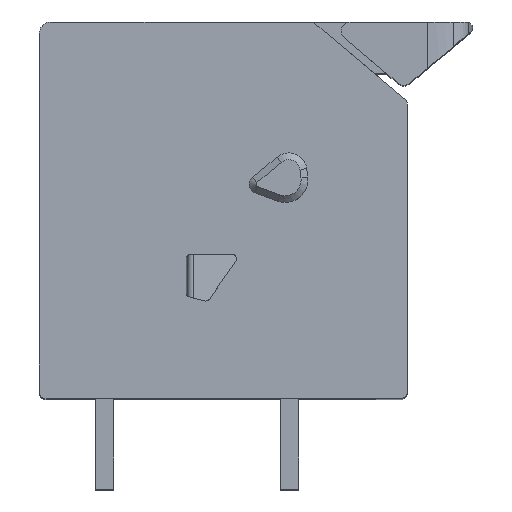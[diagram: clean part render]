
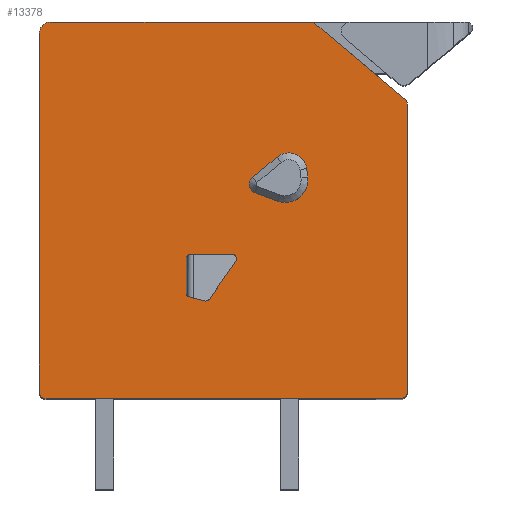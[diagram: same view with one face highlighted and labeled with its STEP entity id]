
A CAD part, top view. The second image highlights one B-rep face of the part: STEP entity #13378.
In plain terms, the highlighted planar face has unit normal (0, 0, 1).
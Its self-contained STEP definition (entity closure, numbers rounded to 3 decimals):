
#178=CIRCLE('',#14052,0.2);
#179=CIRCLE('',#14056,0.2);
#181=CIRCLE('',#14060,0.3);
#182=CIRCLE('',#14061,0.3);
#183=CIRCLE('',#14062,0.3);
#184=CIRCLE('',#14063,0.5);
#185=CIRCLE('',#14064,0.3);
#186=CIRCLE('',#14065,0.2);
#187=CIRCLE('',#14066,0.2);
#188=CIRCLE('',#14067,0.4);
#189=CIRCLE('',#14068,0.8);
#190=CIRCLE('',#14069,1.);
#815=LINE('',#18332,#1811);
#928=LINE('',#18695,#1924);
#932=LINE('',#18707,#1928);
#936=LINE('',#18719,#1932);
#938=LINE('',#18725,#1934);
#939=LINE('',#18731,#1935);
#940=LINE('',#18735,#1936);
#941=LINE('',#18739,#1937);
#942=LINE('',#18742,#1938);
#943=LINE('',#18750,#1939);
#944=LINE('',#18754,#1940);
#945=LINE('',#18758,#1941);
#1811=VECTOR('',#15219,1000.);
#1924=VECTOR('',#15400,1000.);
#1928=VECTOR('',#15412,1000.);
#1932=VECTOR('',#15424,1000.);
#1934=VECTOR('',#15430,1000.);
#1935=VECTOR('',#15435,1000.);
#1936=VECTOR('',#15438,1000.);
#1937=VECTOR('',#15441,1000.);
#1938=VECTOR('',#15444,1000.);
#1939=VECTOR('',#15451,1000.);
#1940=VECTOR('',#15454,1000.);
#1941=VECTOR('',#15457,1000.);
#3130=ORIENTED_EDGE('',*,*,#6050,.T.);
#3131=ORIENTED_EDGE('',*,*,#6051,.T.);
#3132=ORIENTED_EDGE('',*,*,#5879,.T.);
#3133=ORIENTED_EDGE('',*,*,#6052,.T.);
#3134=ORIENTED_EDGE('',*,*,#6053,.T.);
#3135=ORIENTED_EDGE('',*,*,#6054,.T.);
#3136=ORIENTED_EDGE('',*,*,#6055,.T.);
#3137=ORIENTED_EDGE('',*,*,#6056,.T.);
#3138=ORIENTED_EDGE('',*,*,#6057,.T.);
#3139=ORIENTED_EDGE('',*,*,#6058,.T.);
#3140=ORIENTED_EDGE('',*,*,#6059,.F.);
#3141=ORIENTED_EDGE('',*,*,#6060,.F.);
#3142=ORIENTED_EDGE('',*,*,#6047,.F.);
#3143=ORIENTED_EDGE('',*,*,#6044,.F.);
#3144=ORIENTED_EDGE('',*,*,#6041,.F.);
#3145=ORIENTED_EDGE('',*,*,#6038,.F.);
#3146=ORIENTED_EDGE('',*,*,#6035,.F.);
#3147=ORIENTED_EDGE('',*,*,#6061,.F.);
#3148=ORIENTED_EDGE('',*,*,#6062,.F.);
#3149=ORIENTED_EDGE('',*,*,#6063,.F.);
#3150=ORIENTED_EDGE('',*,*,#6064,.F.);
#3151=ORIENTED_EDGE('',*,*,#6065,.F.);
#3152=ORIENTED_EDGE('',*,*,#6066,.F.);
#3153=ORIENTED_EDGE('',*,*,#6067,.F.);
#5879=EDGE_CURVE('',#7323,#7326,#815,.T.);
#6035=EDGE_CURVE('',#7482,#7483,#928,.T.);
#6038=EDGE_CURVE('',#7483,#7485,#178,.T.);
#6041=EDGE_CURVE('',#7485,#7487,#932,.T.);
#6044=EDGE_CURVE('',#7487,#7489,#179,.T.);
#6047=EDGE_CURVE('',#7489,#7491,#936,.T.);
#6050=EDGE_CURVE('',#7493,#7494,#938,.T.);
#6051=EDGE_CURVE('',#7494,#7323,#181,.T.);
#6052=EDGE_CURVE('',#7326,#7495,#182,.T.);
#6053=EDGE_CURVE('',#7495,#7496,#939,.T.);
#6054=EDGE_CURVE('',#7496,#7497,#183,.T.);
#6055=EDGE_CURVE('',#7497,#7498,#940,.T.);
#6056=EDGE_CURVE('',#7498,#7499,#184,.T.);
#6057=EDGE_CURVE('',#7499,#7500,#941,.T.);
#6058=EDGE_CURVE('',#7500,#7493,#185,.T.);
#6059=EDGE_CURVE('',#7501,#7502,#942,.T.);
#6060=EDGE_CURVE('',#7491,#7501,#186,.T.);
#6061=EDGE_CURVE('',#7502,#7482,#187,.T.);
#6062=EDGE_CURVE('',#7503,#7504,#188,.T.);
#6063=EDGE_CURVE('',#7505,#7503,#943,.T.);
#6064=EDGE_CURVE('',#7506,#7505,#189,.T.);
#6065=EDGE_CURVE('',#7507,#7506,#944,.T.);
#6066=EDGE_CURVE('',#7508,#7507,#190,.T.);
#6067=EDGE_CURVE('',#7504,#7508,#945,.T.);
#7323=VERTEX_POINT('',#18326);
#7326=VERTEX_POINT('',#18331);
#7482=VERTEX_POINT('',#18694);
#7483=VERTEX_POINT('',#18696);
#7485=VERTEX_POINT('',#18702);
#7487=VERTEX_POINT('',#18708);
#7489=VERTEX_POINT('',#18714);
#7491=VERTEX_POINT('',#18720);
#7493=VERTEX_POINT('',#18726);
#7494=VERTEX_POINT('',#18727);
#7495=VERTEX_POINT('',#18730);
#7496=VERTEX_POINT('',#18732);
#7497=VERTEX_POINT('',#18734);
#7498=VERTEX_POINT('',#18736);
#7499=VERTEX_POINT('',#18738);
#7500=VERTEX_POINT('',#18740);
#7501=VERTEX_POINT('',#18743);
#7502=VERTEX_POINT('',#18744);
#7503=VERTEX_POINT('',#18748);
#7504=VERTEX_POINT('',#18749);
#7505=VERTEX_POINT('',#18751);
#7506=VERTEX_POINT('',#18753);
#7507=VERTEX_POINT('',#18755);
#7508=VERTEX_POINT('',#18757);
#8137=EDGE_LOOP('',(#3130,#3131,#3132,#3133,#3134,#3135,#3136,#3137,#3138,
#3139));
#8138=EDGE_LOOP('',(#3140,#3141,#3142,#3143,#3144,#3145,#3146,#3147));
#8139=EDGE_LOOP('',(#3148,#3149,#3150,#3151,#3152,#3153));
#8699=FACE_BOUND('',#8137,.T.);
#8700=FACE_BOUND('',#8138,.T.);
#8701=FACE_BOUND('',#8139,.T.);
#9239=PLANE('',#14059);
#13378=ADVANCED_FACE('',(#8699,#8700,#8701),#9239,.T.);
#14052=AXIS2_PLACEMENT_3D('',#18701,#15406,#15407);
#14056=AXIS2_PLACEMENT_3D('',#18713,#15418,#15419);
#14059=AXIS2_PLACEMENT_3D('',#18724,#15428,#15429);
#14060=AXIS2_PLACEMENT_3D('',#18728,#15431,#15432);
#14061=AXIS2_PLACEMENT_3D('',#18729,#15433,#15434);
#14062=AXIS2_PLACEMENT_3D('',#18733,#15436,#15437);
#14063=AXIS2_PLACEMENT_3D('',#18737,#15439,#15440);
#14064=AXIS2_PLACEMENT_3D('',#18741,#15442,#15443);
#14065=AXIS2_PLACEMENT_3D('',#18745,#15445,#15446);
#14066=AXIS2_PLACEMENT_3D('',#18746,#15447,#15448);
#14067=AXIS2_PLACEMENT_3D('',#18747,#15449,#15450);
#14068=AXIS2_PLACEMENT_3D('',#18752,#15452,#15453);
#14069=AXIS2_PLACEMENT_3D('',#18756,#15455,#15456);
#15219=DIRECTION('',(0.,1.,0.));
#15400=DIRECTION('',(0.966,-0.259,0.));
#15406=DIRECTION('',(0.,0.,1.));
#15407=DIRECTION('',(1.,0.,0.));
#15412=DIRECTION('',(0.574,0.819,0.));
#15418=DIRECTION('',(0.,0.,1.));
#15419=DIRECTION('',(1.,0.,0.));
#15424=DIRECTION('',(-1.,0.,0.));
#15428=DIRECTION('',(0.,0.,1.));
#15429=DIRECTION('',(1.,0.,0.));
#15430=DIRECTION('',(1.,0.,0.));
#15431=DIRECTION('',(0.,0.,1.));
#15432=DIRECTION('',(1.,0.,0.));
#15433=DIRECTION('',(0.,0.,1.));
#15434=DIRECTION('',(1.,0.,0.));
#15435=DIRECTION('',(-0.766,0.643,0.));
#15436=DIRECTION('',(0.,0.,1.));
#15437=DIRECTION('',(1.,0.,0.));
#15438=DIRECTION('',(-1.,0.,0.));
#15439=DIRECTION('',(0.,0.,1.));
#15440=DIRECTION('',(1.,0.,0.));
#15441=DIRECTION('',(0.,-1.,0.));
#15442=DIRECTION('',(0.,0.,1.));
#15443=DIRECTION('',(1.,0.,0.));
#15444=DIRECTION('',(0.,-1.,0.));
#15445=DIRECTION('',(0.,0.,1.));
#15446=DIRECTION('',(1.,0.,0.));
#15447=DIRECTION('',(0.,0.,1.));
#15448=DIRECTION('',(1.,0.,0.));
#15449=DIRECTION('',(0.,0.,1.));
#15450=DIRECTION('',(1.,0.,0.));
#15451=DIRECTION('',(-0.77,-0.638,0.));
#15452=DIRECTION('',(0.,0.,1.));
#15453=DIRECTION('',(1.,0.,0.));
#15454=DIRECTION('',(-0.128,0.992,0.));
#15455=DIRECTION('',(0.,0.,1.));
#15456=DIRECTION('',(1.,0.,0.));
#15457=DIRECTION('',(0.939,-0.343,0.));
#18326=CARTESIAN_POINT('',(5.2,0.3,25.));
#18331=CARTESIAN_POINT('',(5.2,13.06,25.));
#18332=CARTESIAN_POINT('',(5.2,0.3,25.));
#18694=CARTESIAN_POINT('',(-4.452,4.515,25.));
#18695=CARTESIAN_POINT('',(-4.452,4.515,25.));
#18696=CARTESIAN_POINT('',(-3.785,4.336,25.));
#18701=CARTESIAN_POINT('',(-3.734,4.529,25.));
#18702=CARTESIAN_POINT('',(-3.57,4.415,25.));
#18707=CARTESIAN_POINT('',(-3.57,4.415,25.));
#18708=CARTESIAN_POINT('',(-2.4,6.085,25.));
#18713=CARTESIAN_POINT('',(-2.564,6.2,25.));
#18714=CARTESIAN_POINT('',(-2.564,6.4,25.));
#18719=CARTESIAN_POINT('',(-2.564,6.4,25.));
#18720=CARTESIAN_POINT('',(-4.4,6.4,25.));
#18724=CARTESIAN_POINT('',(-10.6,16.2,25.));
#18725=CARTESIAN_POINT('',(-10.8,0.,25.));
#18726=CARTESIAN_POINT('',(-10.8,0.,25.));
#18727=CARTESIAN_POINT('',(4.9,0.,25.));
#18728=CARTESIAN_POINT('',(4.9,0.3,25.));
#18729=CARTESIAN_POINT('',(4.9,13.06,25.));
#18730=CARTESIAN_POINT('',(5.093,13.29,25.));
#18731=CARTESIAN_POINT('',(5.093,13.29,25.));
#18732=CARTESIAN_POINT('',(1.113,16.63,25.));
#18733=CARTESIAN_POINT('',(0.92,16.4,25.));
#18734=CARTESIAN_POINT('',(0.92,16.7,25.));
#18735=CARTESIAN_POINT('',(0.92,16.7,25.));
#18736=CARTESIAN_POINT('',(-10.6,16.7,25.));
#18737=CARTESIAN_POINT('',(-10.6,16.2,25.));
#18738=CARTESIAN_POINT('',(-11.1,16.2,25.));
#18739=CARTESIAN_POINT('',(-11.1,16.2,25.));
#18740=CARTESIAN_POINT('',(-11.1,0.3,25.));
#18741=CARTESIAN_POINT('',(-10.8,0.3,25.));
#18742=CARTESIAN_POINT('',(-4.6,6.2,25.));
#18743=CARTESIAN_POINT('',(-4.6,6.2,25.));
#18744=CARTESIAN_POINT('',(-4.6,4.708,25.));
#18745=CARTESIAN_POINT('',(-4.4,6.2,25.));
#18746=CARTESIAN_POINT('',(-4.4,4.708,25.));
#18747=CARTESIAN_POINT('',(-1.4,9.5,25.));
#18748=CARTESIAN_POINT('',(-1.655,9.808,25.));
#18749=CARTESIAN_POINT('',(-1.537,9.124,25.));
#18750=CARTESIAN_POINT('',(-0.561,10.716,25.));
#18751=CARTESIAN_POINT('',(-0.561,10.716,25.));
#18752=CARTESIAN_POINT('',(-0.05,10.1,25.));
#18753=CARTESIAN_POINT('',(0.743,10.202,25.));
#18754=CARTESIAN_POINT('',(0.792,9.828,25.));
#18755=CARTESIAN_POINT('',(0.792,9.828,25.));
#18756=CARTESIAN_POINT('',(-0.2,9.7,25.));
#18757=CARTESIAN_POINT('',(-0.543,8.761,25.));
#18758=CARTESIAN_POINT('',(-1.537,9.124,25.));
